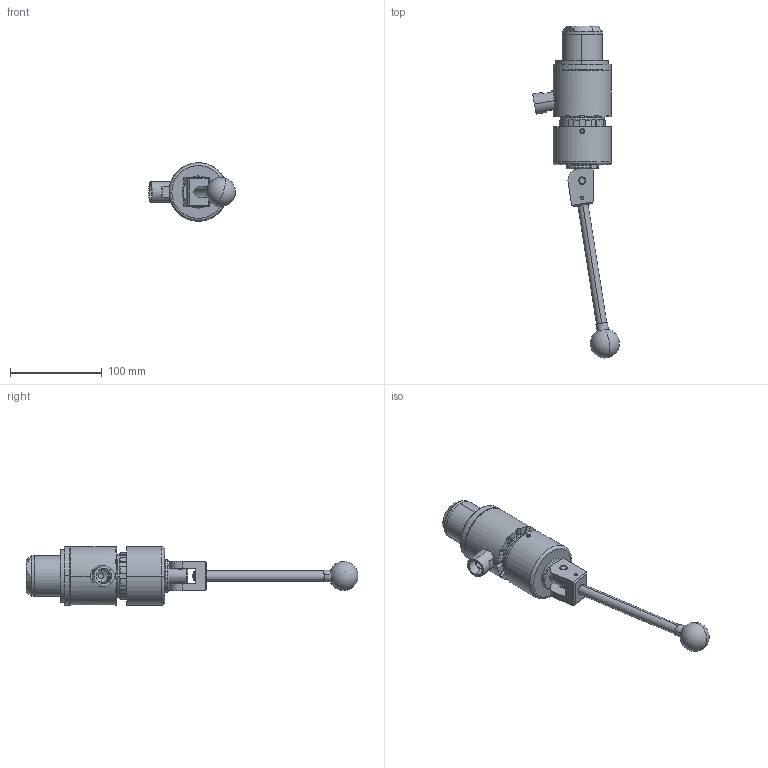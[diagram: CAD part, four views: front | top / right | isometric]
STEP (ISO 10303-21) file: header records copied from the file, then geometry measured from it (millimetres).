
FILE_DESCRIPTION (( 'STEP AP214' ), '1' );
FILE_NAME ('CTSC-003712.STEP', '2025-06-26T14:46:32', ( '' ), ( '' ), 'SwSTEP 2.0', 'SolidWorks 2023', '' );
FILE_SCHEMA (( 'AUTOMOTIVE_DESIGN' ));
Length unit declared in the file: inch
Products named in the file (1): CTSC-003712
Bounding box: 94.33 x 360.99 x 63.5 mm (x, y, z)
Volume: 432123.8 mm3; surface area: 86049.2 mm2
Topology: 9 solids, 10 shells, 392 faces, 994 edges, 633 vertices
Faces by surface type: plane 167, cylinder 148, cone 56, torus 16, bspline 3, sphere 2
Entity records: 18698 total; most frequent: CARTESIAN_POINT 4421, ORIENTED_EDGE 1970, DIRECTION 1937, EDGE_CURVE 985, AXIS2_PLACEMENT_3D 750, VERTEX_POINT 630, LINE 437, VECTOR 437
